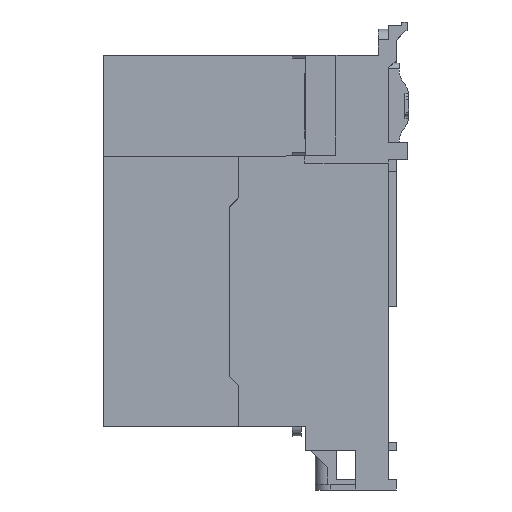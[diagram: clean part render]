
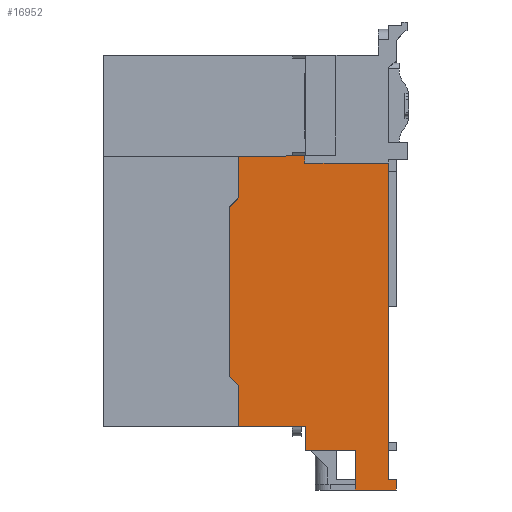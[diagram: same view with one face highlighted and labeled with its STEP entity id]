
A CAD part, left-side view. The second image highlights one B-rep face of the part: STEP entity #16952.
In plain terms, the highlighted planar face has unit normal (-1, 0, 0).
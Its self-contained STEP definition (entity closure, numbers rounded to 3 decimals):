
#7224=VERTEX_POINT('',#21504);
#7242=VERTEX_POINT('',#21523);
#7408=EDGE_CURVE('',#10618,#15814,#21702,.T.);
#7646=VERTEX_POINT('',#21958);
#7712=VERTEX_POINT('',#22026);
#7790=EDGE_CURVE('',#15814,#7242,#22110,.T.);
#7916=EDGE_CURVE('',#7224,#11872,#22242,.T.);
#8830=EDGE_CURVE('',#20258,#7646,#23242,.T.);
#10618=VERTEX_POINT('',#25190);
#11872=VERTEX_POINT('',#26569);
#11966=VERTEX_POINT('',#26674);
#12144=VERTEX_POINT('',#26864);
#12148=EDGE_CURVE('',#14798,#15592,#26869,.T.);
#13814=VERTEX_POINT('',#28676);
#14480=EDGE_CURVE('',#16724,#12144,#29398,.T.);
#14798=VERTEX_POINT('',#29751);
#15592=VERTEX_POINT('',#30639);
#15814=VERTEX_POINT('',#30885);
#15820=EDGE_CURVE('',#7646,#15592,#30891,.T.);
#15910=EDGE_CURVE('',#18248,#17526,#30988,.T.);
#16724=VERTEX_POINT('',#31888);
#16874=EDGE_CURVE('',#14798,#13814,#32051,.T.);
#16952=ADVANCED_FACE('',(#32135),#32136,.T.);
#17030=EDGE_CURVE('',#17526,#7712,#32217,.T.);
#17338=EDGE_CURVE('',#11872,#11966,#32548,.T.);
#17526=VERTEX_POINT('',#32758);
#18248=VERTEX_POINT('',#33542);
#18310=EDGE_CURVE('',#13814,#7242,#33611,.T.);
#18826=EDGE_CURVE('',#7224,#12144,#34176,.T.);
#19222=EDGE_CURVE('',#11966,#10618,#34602,.T.);
#19844=EDGE_CURVE('',#7712,#20258,#35283,.T.);
#19964=EDGE_CURVE('',#16724,#18248,#35416,.T.);
#20258=VERTEX_POINT('',#35740);
#21504=CARTESIAN_POINT('',(-0.8,11.0,-109.3));
#21523=CARTESIAN_POINT('',(-0.8,44.9,-89.417));
#21702=LINE('',#37417,#37418);
#21958=CARTESIAN_POINT('',(-0.8,24.6,-29.989));
#22026=CARTESIAN_POINT('',(-0.8,2.0,-32.0));
#22110=LINE('',#38023,#38024);
#22242=LINE('',#38216,#38217);
#23242=LINE('',#39660,#39661);
#25190=CARTESIAN_POINT('',(-0.8,42.4,-103.0));
#26569=CARTESIAN_POINT('',(-0.8,24.3,-109.3));
#26674=CARTESIAN_POINT('',(-0.8,24.3,-103.0));
#26864=CARTESIAN_POINT('',(-0.8,11.0,-120.0));
#26869=LINE('',#44796,#44797);
#28676=CARTESIAN_POINT('',(-0.8,44.9,-43.883));
#29398=LINE('',#48497,#48498);
#29751=CARTESIAN_POINT('',(-0.8,42.4,-41.383));
#30639=CARTESIAN_POINT('',(-0.8,42.4,-30.3));
#30885=CARTESIAN_POINT('',(-0.8,42.4,-91.917));
#30891=LINE('',#50592,#50593);
#30988=LINE('',#50732,#50733);
#31888=CARTESIAN_POINT('',(-0.8,0.0,-120.0));
#32051=LINE('',#52263,#52264);
#32135=FACE_OUTER_BOUND('',#52389,.T.);
#32136=PLANE('',#52390);
#32217=LINE('',#52517,#52518);
#32548=LINE('',#52994,#52995);
#32758=CARTESIAN_POINT('',(-0.8,2.0,-117.3));
#33542=CARTESIAN_POINT('',(-0.8,0.0,-117.3));
#33611=LINE('',#54529,#54530);
#34176=LINE('',#55355,#55356);
#34602=LINE('',#55974,#55975);
#35283=LINE('',#56985,#56986);
#35416=LINE('',#57164,#57165);
#35740=CARTESIAN_POINT('',(-0.8,24.6,-32.0));
#37417=CARTESIAN_POINT('',(-0.8,42.4,-43.459));
#37418=VECTOR('',#59687,1.0);
#38023=CARTESIAN_POINT('',(-0.8,57.279,-77.038));
#38024=VECTOR('',#60021,1.0);
#38216=CARTESIAN_POINT('',(-0.8,12.15,-109.3));
#38217=VECTOR('',#60107,1.0);
#39660=CARTESIAN_POINT('',(-0.8,24.6,1.0));
#39661=VECTOR('',#61115,1.0);
#44796=CARTESIAN_POINT('',(-0.8,42.4,1.));
#44797=VECTOR('',#64632,1.0);
#48497=CARTESIAN_POINT('',(-0.8,0.0,-120.0));
#48498=VECTOR('',#67146,1.0);
#50592=CARTESIAN_POINT('',(-0.8,20.898,-29.925));
#50593=VECTOR('',#68837,1.0);
#50732=CARTESIAN_POINT('',(-0.8,1.768,-117.3));
#50733=VECTOR('',#68922,1.0);
#52263=CARTESIAN_POINT('',(-0.8,21.454,-20.437));
#52264=VECTOR('',#70155,1.0);
#52389=EDGE_LOOP('',(#70236,#70237,#70238,#70239,#70240,#70241,#70242,#70243,#70244,#70245,#70246,#70247,#70248,#70249,#70250,#70251));
#52390=AXIS2_PLACEMENT_3D('',#70252,#70253,#70254);
#52517=CARTESIAN_POINT('',(-0.8,2.0,-47.0));
#52518=VECTOR('',#70305,1.0);
#52994=CARTESIAN_POINT('',(-0.8,24.3,-49.0));
#52995=VECTOR('',#70577,1.0);
#54529=CARTESIAN_POINT('',(-0.8,44.9,-120.0));
#54530=VECTOR('',#71608,1.0);
#55355=CARTESIAN_POINT('',(-0.8,11.0,-52.15));
#55356=VECTOR('',#72215,1.0);
#55974=CARTESIAN_POINT('',(-0.8,21.2,-103.0));
#55975=VECTOR('',#72597,1.0);
#56985=CARTESIAN_POINT('',(-0.8,12.3,-32.0));
#56986=VECTOR('',#73503,1.0);
#57164=CARTESIAN_POINT('',(-0.8,0.0,-120.0));
#57165=VECTOR('',#73651,1.0);
#59687=DIRECTION('',(0.,-0.0,1.0));
#60021=DIRECTION('',(0.,0.707,0.707));
#60107=DIRECTION('',(0.0,1.0,0.0));
#61115=DIRECTION('',(0.,-0.0,1.0));
#64632=DIRECTION('',(0.,-0.0,1.0));
#67146=DIRECTION('',(0.0,1.0,0.0));
#68837=DIRECTION('',(0.,1.,-0.017));
#68922=DIRECTION('',(0.0,1.0,-0.0));
#70155=DIRECTION('',(0.,0.707,-0.707));
#70236=ORIENTED_EDGE('',*,*,#15820,.T.);
#70237=ORIENTED_EDGE('',*,*,#12148,.F.);
#70238=ORIENTED_EDGE('',*,*,#16874,.T.);
#70239=ORIENTED_EDGE('',*,*,#18310,.T.);
#70240=ORIENTED_EDGE('',*,*,#7790,.F.);
#70241=ORIENTED_EDGE('',*,*,#7408,.F.);
#70242=ORIENTED_EDGE('',*,*,#19222,.F.);
#70243=ORIENTED_EDGE('',*,*,#17338,.F.);
#70244=ORIENTED_EDGE('',*,*,#7916,.F.);
#70245=ORIENTED_EDGE('',*,*,#18826,.T.);
#70246=ORIENTED_EDGE('',*,*,#14480,.F.);
#70247=ORIENTED_EDGE('',*,*,#19964,.T.);
#70248=ORIENTED_EDGE('',*,*,#15910,.T.);
#70249=ORIENTED_EDGE('',*,*,#17030,.T.);
#70250=ORIENTED_EDGE('',*,*,#19844,.T.);
#70251=ORIENTED_EDGE('',*,*,#8830,.T.);
#70252=CARTESIAN_POINT('',(-0.8,0.0,5.0));
#70253=DIRECTION('',(-1.0,0.0,0.));
#70254=DIRECTION('',(0.,0.0,1.0));
#70305=DIRECTION('',(0.,-0.0,1.0));
#70577=DIRECTION('',(0.,-0.0,1.0));
#71608=DIRECTION('',(0.,0.0,-1.0));
#72215=DIRECTION('',(0.,-0.0,-1.0));
#72597=DIRECTION('',(0.0,1.0,0.0));
#73503=DIRECTION('',(0.0,1.0,0.0));
#73651=DIRECTION('',(0.,0.0,1.0));
